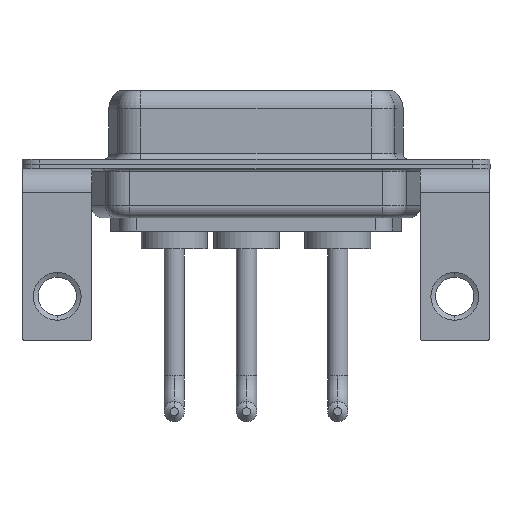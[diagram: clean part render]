
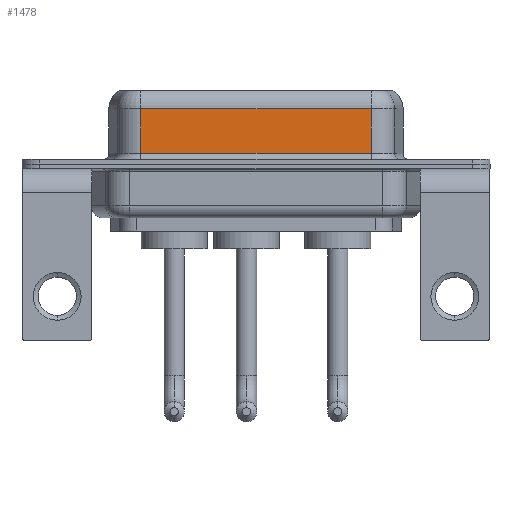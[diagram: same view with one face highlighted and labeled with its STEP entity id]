
A CAD part, front view. The second image highlights one B-rep face of the part: STEP entity #1478.
In plain terms, the highlighted planar face has unit normal (0, -1, 0).
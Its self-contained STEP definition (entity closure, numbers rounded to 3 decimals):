
#108 = ORIENTED_EDGE ( 'NONE', *, *, #10325, .T. ) ;
#263 = LINE ( 'NONE', #12643, #7572 ) ;
#655 = PLANE ( 'NONE',  #8492 ) ;
#1478 = ADVANCED_FACE ( 'NONE', ( #10777 ), #655, .F. ) ;
#1502 = CARTESIAN_POINT ( 'NONE',  ( 26.287, -3.95, 0.9 ) ) ;
#2101 = VECTOR ( 'NONE', #10297, 1000. ) ;
#2315 = EDGE_CURVE ( 'NONE', #12105, #9183, #5695, .T. ) ;
#2403 = EDGE_CURVE ( 'NONE', #8786, #12105, #263, .T. ) ;
#3842 = DIRECTION ( 'NONE',  ( 0., 0., -1. ) ) ;
#5137 = DIRECTION ( 'NONE',  ( 0., 1., 0. ) ) ;
#5695 = LINE ( 'NONE', #5768, #2101 ) ;
#5705 = VERTEX_POINT ( 'NONE', #7356 ) ;
#5768 = CARTESIAN_POINT ( 'NONE',  ( 26.287, -3.95, 0.9 ) ) ;
#5817 = ORIENTED_EDGE ( 'NONE', *, *, #2403, .T. ) ;
#6061 = DIRECTION ( 'NONE',  ( 0., 0., -1. ) ) ;
#6074 = CARTESIAN_POINT ( 'NONE',  ( 7.013, -3.95, 4.65 ) ) ;
#7046 = LINE ( 'NONE', #14106, #10026 ) ;
#7159 = DIRECTION ( 'NONE',  ( 0., 0., 1. ) ) ;
#7163 = VECTOR ( 'NONE', #12778, 1000. ) ;
#7356 = CARTESIAN_POINT ( 'NONE',  ( 26.287, -3.95, 4.65 ) ) ;
#7572 = VECTOR ( 'NONE', #6061, 1000. ) ;
#7883 = EDGE_LOOP ( 'NONE', ( #9832, #108, #5817, #8647 ) ) ;
#8209 = LINE ( 'NONE', #10507, #7163 ) ;
#8492 = AXIS2_PLACEMENT_3D ( 'NONE', #12750, #5137, #7159 ) ;
#8647 = ORIENTED_EDGE ( 'NONE', *, *, #2315, .T. ) ;
#8786 = VERTEX_POINT ( 'NONE', #6074 ) ;
#9183 = VERTEX_POINT ( 'NONE', #1502 ) ;
#9832 = ORIENTED_EDGE ( 'NONE', *, *, #11675, .F. ) ;
#10026 = VECTOR ( 'NONE', #3842, 1000. ) ;
#10297 = DIRECTION ( 'NONE',  ( 1., 0., 0. ) ) ;
#10325 = EDGE_CURVE ( 'NONE', #5705, #8786, #8209, .T. ) ;
#10423 = CARTESIAN_POINT ( 'NONE',  ( 7.013, -3.95, 0.9 ) ) ;
#10507 = CARTESIAN_POINT ( 'NONE',  ( 26.287, -3.95, 4.65 ) ) ;
#10777 = FACE_OUTER_BOUND ( 'NONE', #7883, .T. ) ;
#11675 = EDGE_CURVE ( 'NONE', #5705, #9183, #7046, .T. ) ;
#12105 = VERTEX_POINT ( 'NONE', #10423 ) ;
#12643 = CARTESIAN_POINT ( 'NONE',  ( 7.013, -3.95, 6.4 ) ) ;
#12750 = CARTESIAN_POINT ( 'NONE',  ( 26.287, -3.95, 6.4 ) ) ;
#12778 = DIRECTION ( 'NONE',  ( -1., 0., 0. ) ) ;
#14106 = CARTESIAN_POINT ( 'NONE',  ( 26.287, -3.95, 6.4 ) ) ;
